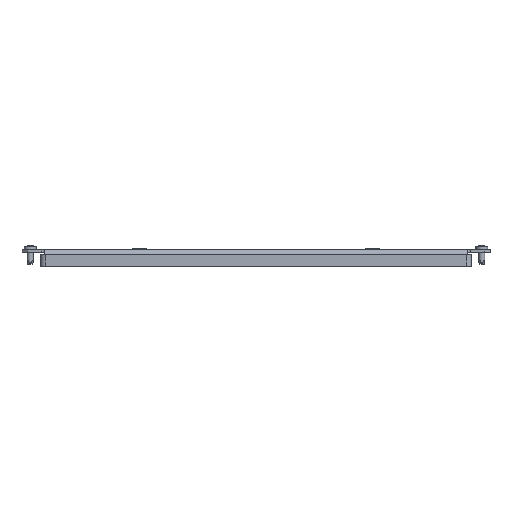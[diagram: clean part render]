
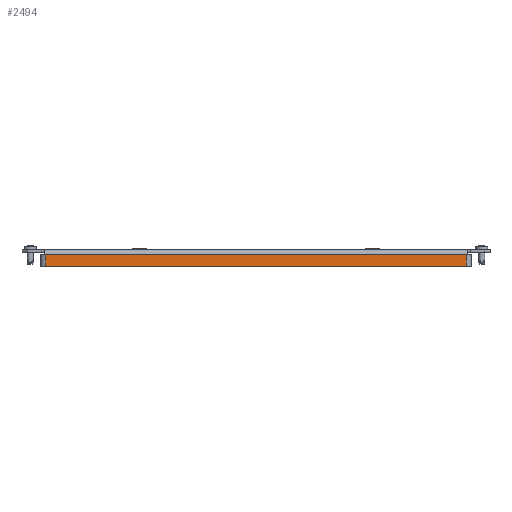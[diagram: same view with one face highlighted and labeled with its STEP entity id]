
A CAD part, top view. The second image highlights one B-rep face of the part: STEP entity #2494.
In plain terms, the highlighted face is planar.
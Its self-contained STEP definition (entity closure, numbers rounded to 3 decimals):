
#146 = VERTEX_POINT ( 'NONE', #357 ) ;
#214 = CARTESIAN_POINT ( 'NONE',  ( 5., -3., -179. ) ) ;
#281 = AXIS2_PLACEMENT_3D ( 'NONE', #5361, #1132, #4917 ) ;
#357 = CARTESIAN_POINT ( 'NONE',  ( 5., -3., 179. ) ) ;
#419 = CARTESIAN_POINT ( 'NONE',  ( -5., -3., 179. ) ) ;
#588 = VERTEX_POINT ( 'NONE', #4662 ) ;
#681 = ORIENTED_EDGE ( 'NONE', *, *, #714, .F. ) ;
#714 = EDGE_CURVE ( 'NONE', #3115, #146, #1914, .T. ) ;
#792 = DIRECTION ( 'NONE',  ( 0., 0., 1. ) ) ;
#795 = EDGE_CURVE ( 'NONE', #1733, #146, #3709, .T. ) ;
#843 = DIRECTION ( 'NONE',  ( 1., 0., 0. ) ) ;
#894 = VECTOR ( 'NONE', #792, 1000. ) ;
#1019 = ORIENTED_EDGE ( 'NONE', *, *, #4006, .F. ) ;
#1132 = DIRECTION ( 'NONE',  ( 0., -1., 0. ) ) ;
#1404 = DIRECTION ( 'NONE',  ( 0., 0., 1. ) ) ;
#1543 = PLANE ( 'NONE',  #281 ) ;
#1653 = DIRECTION ( 'NONE',  ( 1., 0., 0. ) ) ;
#1733 = VERTEX_POINT ( 'NONE', #214 ) ;
#1808 = CARTESIAN_POINT ( 'NONE',  ( 5., -3., -179. ) ) ;
#1914 = LINE ( 'NONE', #419, #5102 ) ;
#2017 = EDGE_CURVE ( 'NONE', #588, #1733, #3552, .T. ) ;
#2455 = CARTESIAN_POINT ( 'NONE',  ( -5., -3., -179. ) ) ;
#2494 = ADVANCED_FACE ( 'NONE', ( #2534 ), #1543, .T. ) ;
#2534 = FACE_OUTER_BOUND ( 'NONE', #5239, .T. ) ;
#3115 = VERTEX_POINT ( 'NONE', #4796 ) ;
#3467 = ORIENTED_EDGE ( 'NONE', *, *, #795, .T. ) ;
#3552 = LINE ( 'NONE', #4206, #4151 ) ;
#3709 = LINE ( 'NONE', #1808, #4705 ) ;
#4006 = EDGE_CURVE ( 'NONE', #588, #3115, #5092, .T. ) ;
#4151 = VECTOR ( 'NONE', #1653, 1000. ) ;
#4206 = CARTESIAN_POINT ( 'NONE',  ( -5., -3., -179. ) ) ;
#4662 = CARTESIAN_POINT ( 'NONE',  ( -5., -3., -179. ) ) ;
#4705 = VECTOR ( 'NONE', #1404, 1000. ) ;
#4796 = CARTESIAN_POINT ( 'NONE',  ( -5., -3., 179. ) ) ;
#4917 = DIRECTION ( 'NONE',  ( 1., 0., 0. ) ) ;
#5084 = ORIENTED_EDGE ( 'NONE', *, *, #2017, .T. ) ;
#5092 = LINE ( 'NONE', #2455, #894 ) ;
#5102 = VECTOR ( 'NONE', #843, 1000. ) ;
#5239 = EDGE_LOOP ( 'NONE', ( #681, #1019, #5084, #3467 ) ) ;
#5361 = CARTESIAN_POINT ( 'NONE',  ( -5., -3., -179. ) ) ;
